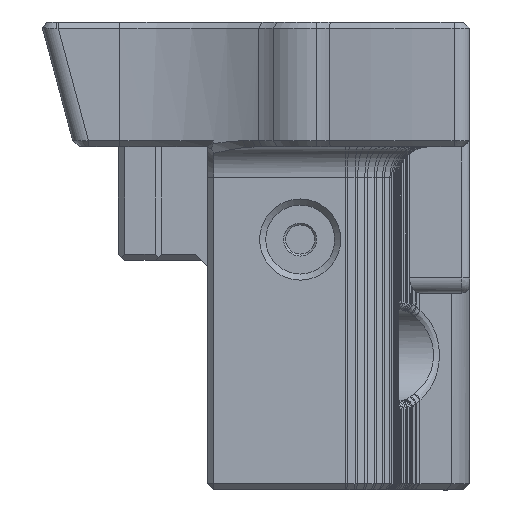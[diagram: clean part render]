
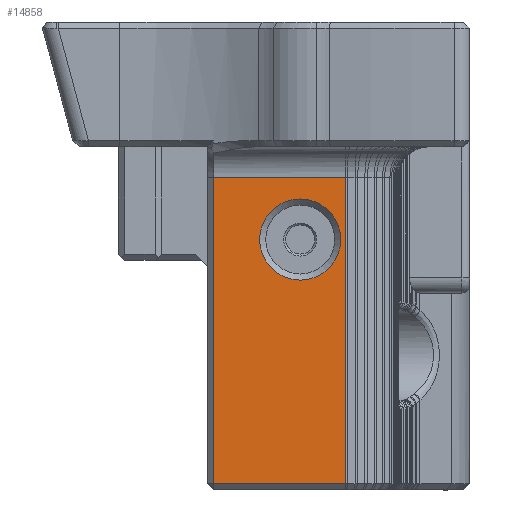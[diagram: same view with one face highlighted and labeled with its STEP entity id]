
A CAD part, left-side view. The second image highlights one B-rep face of the part: STEP entity #14858.
In plain terms, the highlighted face is planar.
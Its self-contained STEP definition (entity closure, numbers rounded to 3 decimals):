
#446=FACE_BOUND('',#3368,.T.);
#1405=CIRCLE('',#16178,2.65);
#2456=FACE_OUTER_BOUND('',#3367,.T.);
#3367=EDGE_LOOP('',(#12754,#12755,#12756,#12757));
#3368=EDGE_LOOP('',(#12758));
#3767=LINE('',#20991,#4815);
#3770=LINE('',#20997,#4818);
#4239=LINE('',#28430,#5287);
#4379=LINE('',#29509,#5427);
#4815=VECTOR('',#16912,10.);
#4818=VECTOR('',#16919,10.);
#5287=VECTOR('',#18838,10.);
#5427=VECTOR('',#19582,10.);
#6024=VERTEX_POINT('',#20964);
#6029=VERTEX_POINT('',#20975);
#6031=VERTEX_POINT('',#20995);
#6669=VERTEX_POINT('',#28428);
#6784=VERTEX_POINT('',#29147);
#7445=EDGE_CURVE('',#6024,#6029,#3767,.T.);
#7448=EDGE_CURVE('',#6031,#6024,#3770,.T.);
#8559=EDGE_CURVE('',#6669,#6031,#4239,.T.);
#8804=EDGE_CURVE('',#6784,#6784,#1405,.T.);
#8868=EDGE_CURVE('',#6029,#6669,#4379,.T.);
#12754=ORIENTED_EDGE('',*,*,#7448,.F.);
#12755=ORIENTED_EDGE('',*,*,#8559,.F.);
#12756=ORIENTED_EDGE('',*,*,#8868,.F.);
#12757=ORIENTED_EDGE('',*,*,#7445,.F.);
#12758=ORIENTED_EDGE('',*,*,#8804,.F.);
#14105=PLANE('',#16246);
#14858=ADVANCED_FACE('',(#2456,#446),#14105,.T.);
#16178=AXIS2_PLACEMENT_3D('',#29148,#19423,#19424);
#16246=AXIS2_PLACEMENT_3D('',#29508,#19580,#19581);
#16912=DIRECTION('',(1.,0.,0.));
#16919=DIRECTION('',(0.,0.,-1.));
#18838=DIRECTION('',(-1.,0.,0.));
#19423=DIRECTION('center_axis',(0.,1.,0.));
#19424=DIRECTION('ref_axis',(1.,0.,0.));
#19580=DIRECTION('center_axis',(0.,1.,0.));
#19581=DIRECTION('ref_axis',(0.,0.,
1.));
#19582=DIRECTION('',(0.,0.,1.));
#20964=CARTESIAN_POINT('',(-21.954,22.101,-76.154));
#20975=CARTESIAN_POINT('',(-1.954,22.101,-76.154));
#20991=CARTESIAN_POINT('',(-8.954,22.101,-76.154));
#20995=CARTESIAN_POINT('',(-21.954,22.101,-67.532));
#20997=CARTESIAN_POINT('',(-21.954,22.101,-72.079));
#28428=CARTESIAN_POINT('',(-1.954,22.101,-67.532));
#28430=CARTESIAN_POINT('',(-8.954,22.101,-67.532));
#29147=CARTESIAN_POINT('',(-8.653,22.101,-70.52));
#29148=CARTESIAN_POINT('Origin',(-6.003,22.101,-70.52));
#29508=CARTESIAN_POINT('Origin',(-8.954,22.101,-76.154));
#29509=CARTESIAN_POINT('',(-1.954,22.101,-67.78));
